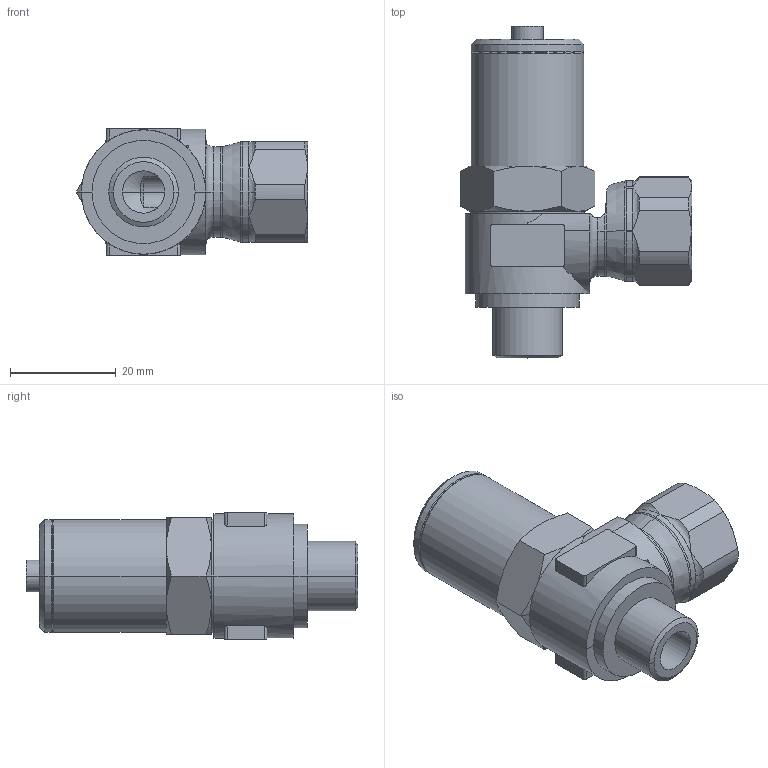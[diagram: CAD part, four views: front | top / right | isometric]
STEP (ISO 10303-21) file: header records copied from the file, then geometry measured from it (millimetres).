
FILE_DESCRIPTION(('STEP AP214'),'1');
FILE_NAME('7871_13_13.stp','2016-07-07T14:54:41',('TraceParts'),('TraceParts S.A.'),'Spatial InterOp 3D',' ',' ');
FILE_SCHEMA(('automotive_design'));
Length unit declared in the file: millimetre
Products named in the file (1): 1
Bounding box: 43.7 x 62.69 x 24 mm (x, y, z)
Volume: 23888.2 mm3; surface area: 7766.5 mm2
Topology: 1 solids, 1 shells, 138 faces, 359 edges, 229 vertices
Faces by surface type: cylinder 48, plane 40, cone 34, torus 16
Entity records: 5302 total; most frequent: CARTESIAN_POINT 1987, ORIENTED_EDGE 718, DIRECTION 691, EDGE_CURVE 359, AXIS2_PLACEMENT_3D 287, VERTEX_POINT 229, CIRCLE 148, EDGE_LOOP 146
